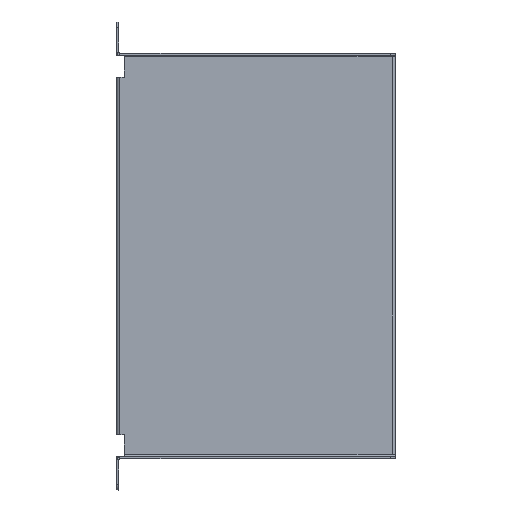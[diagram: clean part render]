
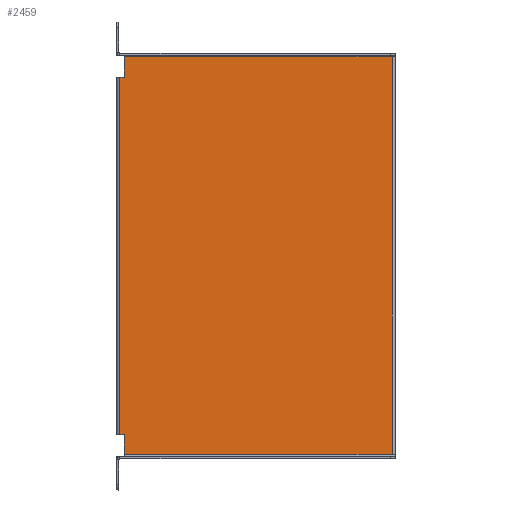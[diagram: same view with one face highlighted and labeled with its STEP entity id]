
A CAD part, front view. The second image highlights one B-rep face of the part: STEP entity #2459.
In plain terms, the highlighted planar face has unit normal (0, -1, 0).
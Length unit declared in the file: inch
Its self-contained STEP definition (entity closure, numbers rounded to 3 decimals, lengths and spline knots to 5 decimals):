
#8 = EDGE_CURVE ( 'NONE', #3165, #452, #2601, .T. ) ;
#18 = PLANE ( 'NONE',  #1972 ) ;
#109 = DIRECTION ( 'NONE',  ( 1., 0., 0. ) ) ;
#180 = VERTEX_POINT ( 'NONE', #2234 ) ;
#243 = VERTEX_POINT ( 'NONE', #3159 ) ;
#299 = LINE ( 'NONE', #813, #697 ) ;
#326 = CARTESIAN_POINT ( 'NONE',  ( -6.88976, 0.13743, -3.7874 ) ) ;
#345 = DIRECTION ( 'NONE',  ( 1., 0., 0. ) ) ;
#382 = DIRECTION ( 'NONE',  ( 0., 0., -1. ) ) ;
#443 = EDGE_CURVE ( 'NONE', #180, #1943, #2903, .T. ) ;
#452 = VERTEX_POINT ( 'NONE', #942 ) ;
#477 = FACE_OUTER_BOUND ( 'NONE', #1123, .T. ) ;
#480 = DIRECTION ( 'NONE',  ( 0., 0., -1. ) ) ;
#492 = DIRECTION ( 'NONE',  ( 0., 0., -1. ) ) ;
#566 = DIRECTION ( 'NONE',  ( -1., 0., 0. ) ) ;
#626 = VECTOR ( 'NONE', #566, 39.37008 ) ;
#688 = LINE ( 'NONE', #1708, #1491 ) ;
#697 = VECTOR ( 'NONE', #2340, 39.37008 ) ;
#763 = CARTESIAN_POINT ( 'NONE',  ( -6.88976, 0.13743, -4.29921 ) ) ;
#806 = ORIENTED_EDGE ( 'NONE', *, *, #1062, .T. ) ;
#810 = CARTESIAN_POINT ( 'NONE',  ( -6.88976, 0.13743, 4.23228 ) ) ;
#813 = CARTESIAN_POINT ( 'NONE',  ( -1.05118, 0.13743, -4.29921 ) ) ;
#877 = LINE ( 'NONE', #1915, #1277 ) ;
#888 = ORIENTED_EDGE ( 'NONE', *, *, #927, .T. ) ;
#899 = CARTESIAN_POINT ( 'NONE',  ( -6.82283, 0.13743, -4.29921 ) ) ;
#927 = EDGE_CURVE ( 'NONE', #1085, #243, #1017, .T. ) ;
#942 = CARTESIAN_POINT ( 'NONE',  ( -6.73228, 0.13743, 4.23228 ) ) ;
#1017 = LINE ( 'NONE', #1486, #3222 ) ;
#1062 = EDGE_CURVE ( 'NONE', #1920, #180, #3152, .T. ) ;
#1085 = VERTEX_POINT ( 'NONE', #2855 ) ;
#1123 = EDGE_LOOP ( 'NONE', ( #1215, #1676, #1623, #1634, #806, #3064, #2512, #888 ) ) ;
#1215 = ORIENTED_EDGE ( 'NONE', *, *, #1888, .T. ) ;
#1277 = VECTOR ( 'NONE', #109, 39.37008 ) ;
#1306 = DIRECTION ( 'NONE',  ( 0., -1., 0. ) ) ;
#1486 = CARTESIAN_POINT ( 'NONE',  ( -6.73228, 0.13743, -4.29921 ) ) ;
#1491 = VECTOR ( 'NONE', #480, 39.37008 ) ;
#1510 = EDGE_CURVE ( 'NONE', #1943, #1085, #2614, .T. ) ;
#1548 = DIRECTION ( 'NONE',  ( -1., 0., 0. ) ) ;
#1623 = ORIENTED_EDGE ( 'NONE', *, *, #8, .T. ) ;
#1634 = ORIENTED_EDGE ( 'NONE', *, *, #1665, .T. ) ;
#1665 = EDGE_CURVE ( 'NONE', #452, #1920, #688, .T. ) ;
#1676 = ORIENTED_EDGE ( 'NONE', *, *, #3217, .T. ) ;
#1708 = CARTESIAN_POINT ( 'NONE',  ( -6.73228, 0.13743, -4.29921 ) ) ;
#1888 = EDGE_CURVE ( 'NONE', #243, #2834, #877, .T. ) ;
#1915 = CARTESIAN_POINT ( 'NONE',  ( -6.88976, 0.13743, -4.20472 ) ) ;
#1920 = VERTEX_POINT ( 'NONE', #2443 ) ;
#1943 = VERTEX_POINT ( 'NONE', #1946 ) ;
#1946 = CARTESIAN_POINT ( 'NONE',  ( -6.82283, 0.13743, -3.7874 ) ) ;
#1972 = AXIS2_PLACEMENT_3D ( 'NONE', #763, #1306, #2785 ) ;
#2122 = CARTESIAN_POINT ( 'NONE',  ( -6.88976, 0.13743, 3.7874 ) ) ;
#2206 = VECTOR ( 'NONE', #382, 39.37008 ) ;
#2234 = CARTESIAN_POINT ( 'NONE',  ( -6.82283, 0.13743, 3.7874 ) ) ;
#2340 = DIRECTION ( 'NONE',  ( 0., 0., 1. ) ) ;
#2443 = CARTESIAN_POINT ( 'NONE',  ( -6.73228, 0.13743, 3.7874 ) ) ;
#2459 = ADVANCED_FACE ( 'NONE', ( #477 ), #18, .T. ) ;
#2512 = ORIENTED_EDGE ( 'NONE', *, *, #1510, .T. ) ;
#2601 = LINE ( 'NONE', #810, #2675 ) ;
#2614 = LINE ( 'NONE', #326, #3019 ) ;
#2675 = VECTOR ( 'NONE', #1548, 39.37008 ) ;
#2732 = CARTESIAN_POINT ( 'NONE',  ( -1.05118, 0.13743, -4.20472 ) ) ;
#2785 = DIRECTION ( 'NONE',  ( 0., 0., -1. ) ) ;
#2799 = CARTESIAN_POINT ( 'NONE',  ( -1.05118, 0.13743, 4.23228 ) ) ;
#2834 = VERTEX_POINT ( 'NONE', #2732 ) ;
#2855 = CARTESIAN_POINT ( 'NONE',  ( -6.73228, 0.13743, -3.7874 ) ) ;
#2903 = LINE ( 'NONE', #899, #2206 ) ;
#3019 = VECTOR ( 'NONE', #345, 39.37008 ) ;
#3064 = ORIENTED_EDGE ( 'NONE', *, *, #443, .T. ) ;
#3152 = LINE ( 'NONE', #2122, #626 ) ;
#3159 = CARTESIAN_POINT ( 'NONE',  ( -6.73228, 0.13743, -4.20472 ) ) ;
#3165 = VERTEX_POINT ( 'NONE', #2799 ) ;
#3217 = EDGE_CURVE ( 'NONE', #2834, #3165, #299, .T. ) ;
#3222 = VECTOR ( 'NONE', #492, 39.37008 ) ;
